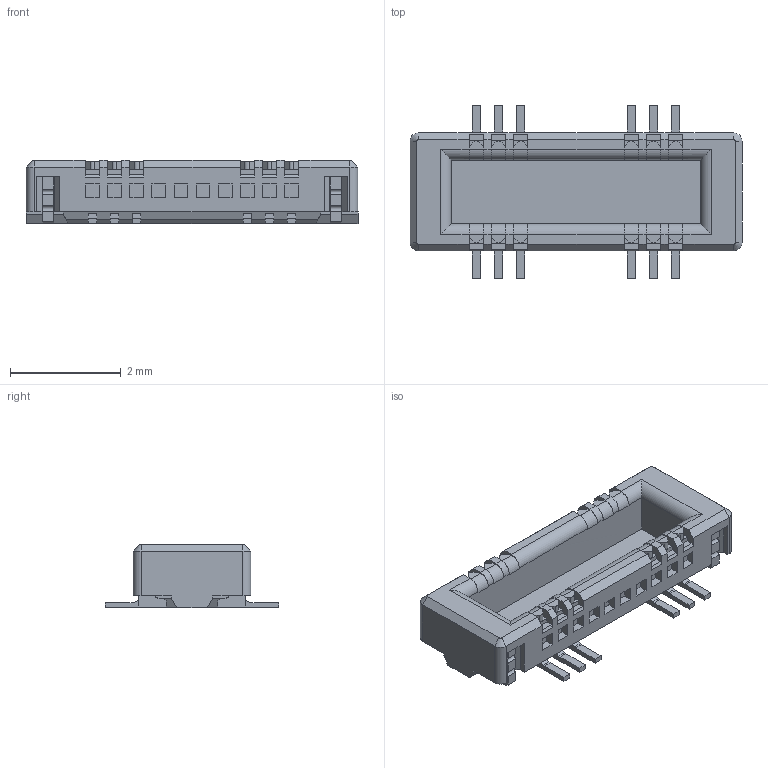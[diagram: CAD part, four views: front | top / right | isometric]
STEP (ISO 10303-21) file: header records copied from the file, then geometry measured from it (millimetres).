
FILE_DESCRIPTION(/* description */ (''),/* implementation_level */ '2;1');
FILE_NAME(/* name */ 'MOLEX_55909-0274.stp',/* time_stamp */ '2016-11-17T09:25:07+01:00',/* author */ ('jchouvet'),/* organization */ (''),/* preprocessor_version */ 'ST-DEVELOPER v16.1',/* originating_system */ 'AutoCAD Mechanical',/* authorisation */ '');
FILE_SCHEMA (('AUTOMOTIVE_DESIGN { 1 0 10303 214 3 1 1 }'));
Length unit declared in the file: millimetre
Products named in the file (1): Product
Bounding box: 6 x 3.13 x 1.14 mm (x, y, z)
Volume: 8.3 mm3; surface area: 72.1 mm2
Topology: 30 solids, 30 shells, 642 faces, 1703 edges, 1144 vertices
Faces by surface type: plane 577, cylinder 61, cone 4
Full cylindrical faces by diameter (mm): 0.55 x1
Entity records: 19745 total; most frequent: CARTESIAN_POINT 3681, ORIENTED_EDGE 3404, DIRECTION 3062, EDGE_CURVE 1702, LINE 1532, VECTOR 1532, VERTEX_POINT 1144, AXIS2_PLACEMENT_3D 765
